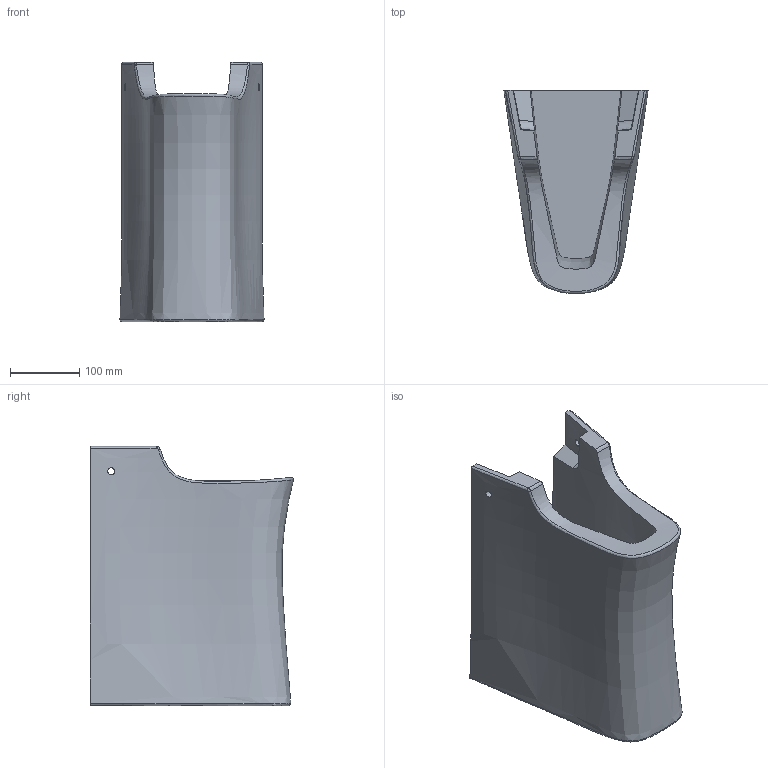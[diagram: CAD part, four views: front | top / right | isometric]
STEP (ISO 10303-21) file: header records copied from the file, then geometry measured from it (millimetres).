
FILE_DESCRIPTION(/* description */ (''),/* implementation_level */ '2;1');
FILE_NAME(/* name */ 'PY244HN',/* time_stamp */ '2022-02-28T14:17:55+08:00',/* author */ (''),/* organization */ (''),/* preprocessor_version */ 'ST-DEVELOPER v15',/* originating_system */ '',/* authorisation */ '');
FILE_SCHEMA (('AUTOMOTIVE_DESIGN'));
Length unit declared in the file: millimetre
Products named in the file (1): Document
Bounding box: 208.49 x 293.66 x 375 mm (x, y, z)
Surface area: 527410.4 mm2 (no closed solid volume)
Topology: 0 solids, 1 shells, 28 faces, 76 edges, 49 vertices
Faces by surface type: bspline 23, plane 5
Entity records: 16301 total; most frequent: CARTESIAN_POINT 15838, ORIENTED_EDGE 148, EDGE_CURVE 76, B_SPLINE_CURVE_WITH_KNOTS 49, VERTEX_POINT 49, EDGE_LOOP 32, ADVANCED_FACE 28, FACE_OUTER_BOUND 28
